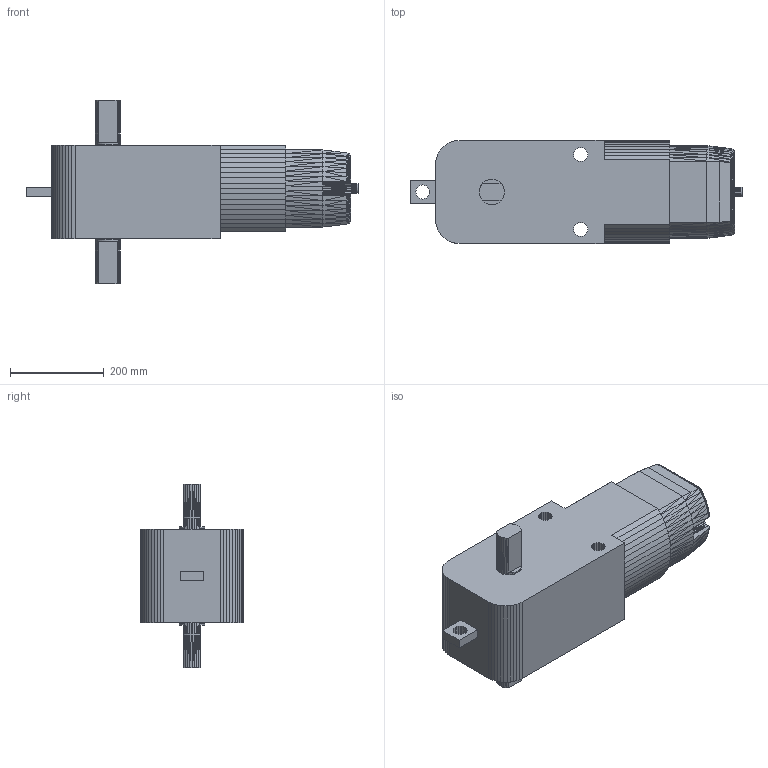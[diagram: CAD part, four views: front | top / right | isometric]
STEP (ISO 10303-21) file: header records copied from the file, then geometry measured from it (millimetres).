
FILE_DESCRIPTION(/* description */ ('','CAx-IF Rec.Pracs.---Representation and Presentation of Product Manufacturing Information (PMI)---4.0---2014-10-13'),/* implementation_level */ '2;1');
FILE_NAME(/* name */ 'prueba.step',/* time_stamp */ '2025-02-21T20:19:43-05:00',/* author */ (''),/* organization */ (''),/* preprocessor_version */ 'ST-DEVELOPER v20',/* originating_system */ 'Autodesk Translation Framework v13.20.0.188',/* authorisation */ '');
FILE_SCHEMA (('AP242_MANAGED_MODEL_BASED_3D_ENGINEERING_MIM_LF { 1 0 10303 442 1 1 4 }'));
Length unit declared in the file: millimetre
Products named in the file (1): (Sin guardar)
Bounding box: 710 x 220 x 392 mm (x, y, z)
Volume: 24238436.9 mm3; surface area: 675937.6 mm2
Topology: 3 solids, 3 shells, 967 faces, 1878 edges, 920 vertices
Faces by surface type: plane 967
Entity records: 22791 total; most frequent: DIRECTION 3814, CARTESIAN_POINT 3766, ORIENTED_EDGE 3756, LINE 1878, VECTOR 1878, EDGE_CURVE 1878, EDGE_LOOP 978, AXIS2_PLACEMENT_3D 968
